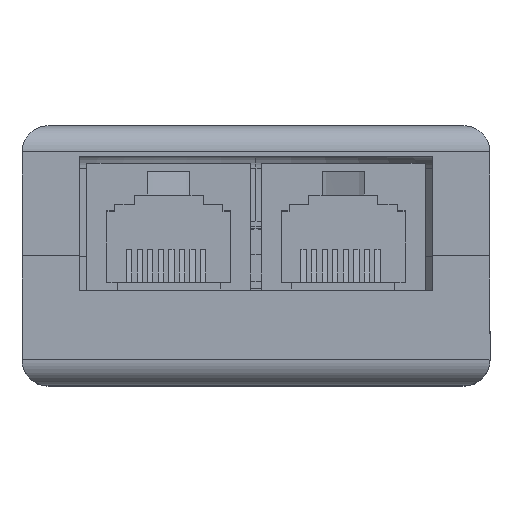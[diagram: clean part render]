
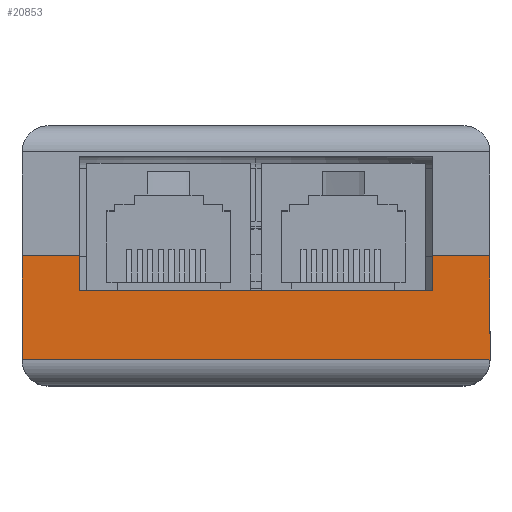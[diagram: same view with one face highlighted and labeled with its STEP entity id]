
A CAD part, top view. The second image highlights one B-rep face of the part: STEP entity #20853.
In plain terms, the highlighted planar face has unit normal (0, 0, 1).
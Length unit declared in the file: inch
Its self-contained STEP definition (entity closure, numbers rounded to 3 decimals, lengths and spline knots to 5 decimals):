
#122 = LINE ( 'NONE', #13711, #451 ) ;
#451 = VECTOR ( 'NONE', #21676, 39.37008 ) ;
#503 = DIRECTION ( 'NONE',  ( -1., 0., 0. ) ) ;
#508 = ORIENTED_EDGE ( 'NONE', *, *, #11686, .T. ) ;
#887 = PLANE ( 'NONE',  #6572 ) ;
#1144 = DIRECTION ( 'NONE',  ( 0., -1., 0. ) ) ;
#1621 = LINE ( 'NONE', #3182, #11058 ) ;
#1934 = VECTOR ( 'NONE', #16722, 39.37008 ) ;
#2402 = CARTESIAN_POINT ( 'NONE',  ( 0.88583, -0.24606, 0.88583 ) ) ;
#2483 = LINE ( 'NONE', #16091, #12843 ) ;
#2850 = EDGE_CURVE ( 'NONE', #8958, #6853, #19748, .T. ) ;
#3182 = CARTESIAN_POINT ( 'NONE',  ( -0.66929, -0.24606, 0.88583 ) ) ;
#3622 = EDGE_CURVE ( 'NONE', #12685, #6853, #6793, .T. ) ;
#3729 = CARTESIAN_POINT ( 'NONE',  ( 0.88583, -0.24606, 0.88583 ) ) ;
#4281 = EDGE_CURVE ( 'NONE', #12685, #16037, #20400, .T. ) ;
#4374 = VERTEX_POINT ( 'NONE', #8969 ) ;
#4593 = VECTOR ( 'NONE', #1144, 39.37008 ) ;
#4831 = ORIENTED_EDGE ( 'NONE', *, *, #16006, .F. ) ;
#6572 = AXIS2_PLACEMENT_3D ( 'NONE', #22193, #16022, #503 ) ;
#6793 = LINE ( 'NONE', #9089, #4593 ) ;
#6853 = VERTEX_POINT ( 'NONE', #3729 ) ;
#6900 = VECTOR ( 'NONE', #12036, 39.37008 ) ;
#7772 = ORIENTED_EDGE ( 'NONE', *, *, #4281, .T. ) ;
#8730 = VERTEX_POINT ( 'NONE', #23436 ) ;
#8958 = VERTEX_POINT ( 'NONE', #15662 ) ;
#8969 = CARTESIAN_POINT ( 'NONE',  ( -0.88583, -0.24606, 0.88583 ) ) ;
#9089 = CARTESIAN_POINT ( 'NONE',  ( 0.88583, 0.24606, 0.88583 ) ) ;
#10312 = DIRECTION ( 'NONE',  ( 1., 0., 0. ) ) ;
#11058 = VECTOR ( 'NONE', #17290, 39.37008 ) ;
#11686 = EDGE_CURVE ( 'NONE', #16037, #4374, #19233, .T. ) ;
#12036 = DIRECTION ( 'NONE',  ( -1., 0., 0. ) ) ;
#12685 = VERTEX_POINT ( 'NONE', #24317 ) ;
#12727 = LINE ( 'NONE', #12855, #1934 ) ;
#12843 = VECTOR ( 'NONE', #10312, 39.37008 ) ;
#12855 = CARTESIAN_POINT ( 'NONE',  ( -0.66929, -0.11614, 0.88583 ) ) ;
#12919 = ORIENTED_EDGE ( 'NONE', *, *, #14761, .F. ) ;
#13054 = CARTESIAN_POINT ( 'NONE',  ( -0.66929, -0.24606, 0.88583 ) ) ;
#13666 = VECTOR ( 'NONE', #17955, 39.37008 ) ;
#13711 = CARTESIAN_POINT ( 'NONE',  ( 0.66929, -0.24606, 0.88583 ) ) ;
#13972 = EDGE_CURVE ( 'NONE', #4374, #22550, #2483, .T. ) ;
#14761 = EDGE_CURVE ( 'NONE', #8730, #22550, #1621, .T. ) ;
#15662 = CARTESIAN_POINT ( 'NONE',  ( 0.66929, -0.24606, 0.88583 ) ) ;
#16006 = EDGE_CURVE ( 'NONE', #8958, #16209, #122, .T. ) ;
#16022 = DIRECTION ( 'NONE',  ( 0., 0., -1. ) ) ;
#16037 = VERTEX_POINT ( 'NONE', #21302 ) ;
#16091 = CARTESIAN_POINT ( 'NONE',  ( 0.88583, -0.24606, 0.88583 ) ) ;
#16209 = VERTEX_POINT ( 'NONE', #18821 ) ;
#16722 = DIRECTION ( 'NONE',  ( -1., 0., 0. ) ) ;
#17046 = CARTESIAN_POINT ( 'NONE',  ( -0.88583, 0.24606, 0.88583 ) ) ;
#17290 = DIRECTION ( 'NONE',  ( 0., -1., 0. ) ) ;
#17298 = DIRECTION ( 'NONE',  ( 0., -1., 0. ) ) ;
#17955 = DIRECTION ( 'NONE',  ( 1., 0., 0. ) ) ;
#17978 = FACE_OUTER_BOUND ( 'NONE', #18429, .T. ) ;
#17980 = CARTESIAN_POINT ( 'NONE',  ( -0.88583, 0.14764, 0.88583 ) ) ;
#18429 = EDGE_LOOP ( 'NONE', ( #21881, #12919, #20585, #4831, #20998, #22289, #7772, #508 ) ) ;
#18821 = CARTESIAN_POINT ( 'NONE',  ( 0.66929, -0.11614, 0.88583 ) ) ;
#19233 = LINE ( 'NONE', #17046, #21486 ) ;
#19748 = LINE ( 'NONE', #2402, #13666 ) ;
#20400 = LINE ( 'NONE', #17980, #6900 ) ;
#20585 = ORIENTED_EDGE ( 'NONE', *, *, #20604, .F. ) ;
#20604 = EDGE_CURVE ( 'NONE', #16209, #8730, #12727, .T. ) ;
#20853 = ADVANCED_FACE ( 'NONE', ( #17978 ), #887, .F. ) ;
#20998 = ORIENTED_EDGE ( 'NONE', *, *, #2850, .T. ) ;
#21302 = CARTESIAN_POINT ( 'NONE',  ( -0.88583, 0.14764, 0.88583 ) ) ;
#21486 = VECTOR ( 'NONE', #17298, 39.37008 ) ;
#21676 = DIRECTION ( 'NONE',  ( 0., 1., 0. ) ) ;
#21881 = ORIENTED_EDGE ( 'NONE', *, *, #13972, .T. ) ;
#22193 = CARTESIAN_POINT ( 'NONE',  ( 0.88583, 0.24606, 0.88583 ) ) ;
#22289 = ORIENTED_EDGE ( 'NONE', *, *, #3622, .F. ) ;
#22550 = VERTEX_POINT ( 'NONE', #13054 ) ;
#23436 = CARTESIAN_POINT ( 'NONE',  ( -0.66929, -0.11614, 0.88583 ) ) ;
#24317 = CARTESIAN_POINT ( 'NONE',  ( 0.88583, 0.14764, 0.88583 ) ) ;
